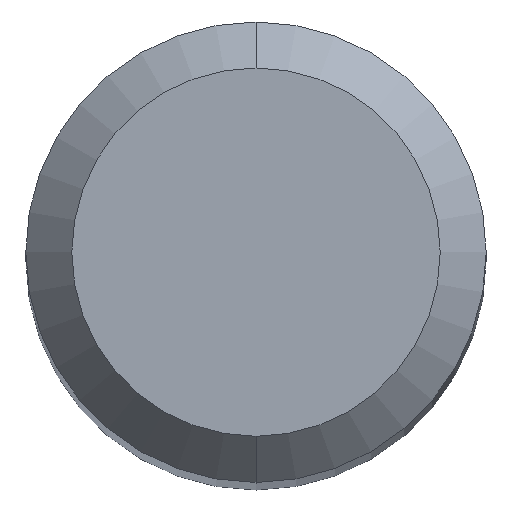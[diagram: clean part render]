
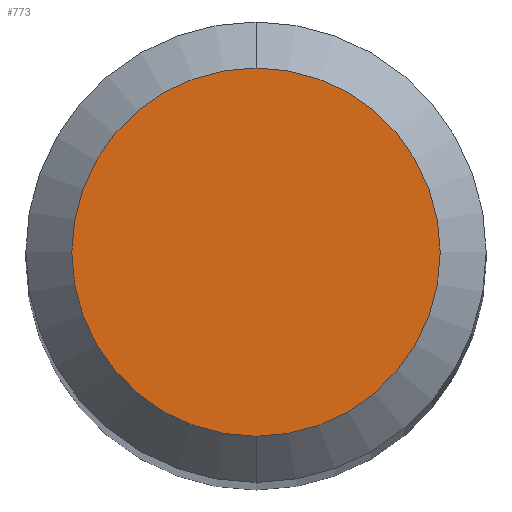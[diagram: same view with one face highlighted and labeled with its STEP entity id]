
A CAD part, top view. The second image highlights one B-rep face of the part: STEP entity #773.
In plain terms, the highlighted planar face has unit normal (0, 0, 1).
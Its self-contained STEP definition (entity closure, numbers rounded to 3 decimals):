
#425=EDGE_CURVE('',#499,#755,#1026,.T.);
#499=VERTEX_POINT('',#1106);
#755=VERTEX_POINT('',#1385);
#773=ADVANCED_FACE('',(#1404),#1405,.T.);
#853=EDGE_CURVE('',#755,#499,#1492,.T.);
#1026=CIRCLE('',#2523,1.2);
#1106=CARTESIAN_POINT('',(0.,-1.2,0.0));
#1385=CARTESIAN_POINT('',(0.0,1.2,0.0));
#1404=FACE_OUTER_BOUND('',#4166,.T.);
#1405=PLANE('',#4167);
#1492=CIRCLE('',#4739,1.2);
#2523=AXIS2_PLACEMENT_3D('',#5003,#5004,#5005);
#4166=EDGE_LOOP('',(#5391,#5392));
#4167=AXIS2_PLACEMENT_3D('',#5393,#5394,#5395);
#4739=AXIS2_PLACEMENT_3D('',#5483,#5484,#5485);
#5003=CARTESIAN_POINT('',(0.0,0.0,0.0));
#5004=DIRECTION('',(0.0,0.0,-1.0));
#5005=DIRECTION('',(0.0,1.0,0.0));
#5391=ORIENTED_EDGE('',*,*,#853,.F.);
#5392=ORIENTED_EDGE('',*,*,#425,.F.);
#5393=CARTESIAN_POINT('',(0.0,0.6,0.0));
#5394=DIRECTION('',(-0.0,0.0,1.0));
#5395=DIRECTION('',(0.0,-1.0,0.0));
#5483=CARTESIAN_POINT('',(0.0,0.0,0.0));
#5484=DIRECTION('',(0.0,0.0,-1.0));
#5485=DIRECTION('',(0.0,1.0,0.0));
